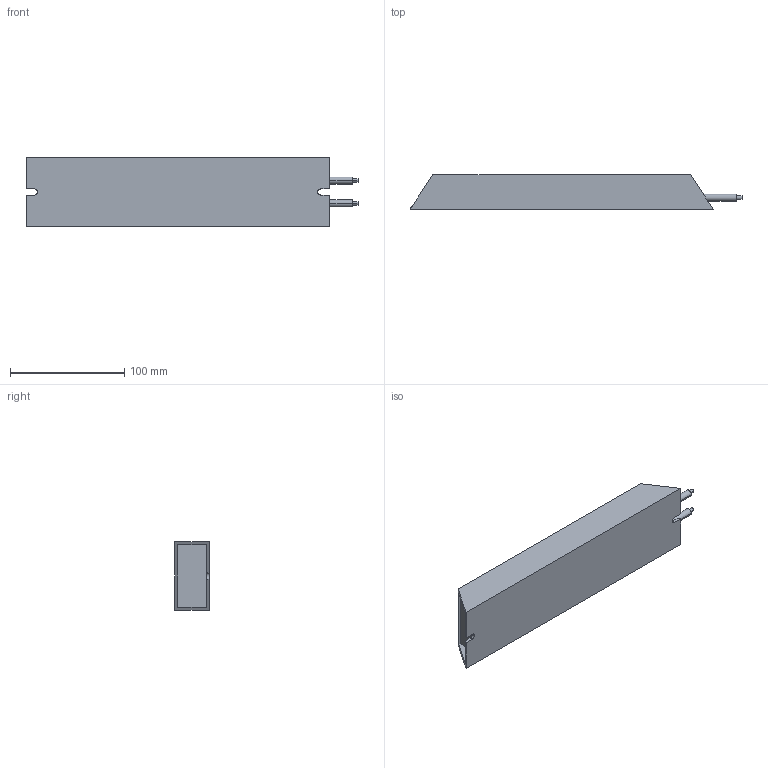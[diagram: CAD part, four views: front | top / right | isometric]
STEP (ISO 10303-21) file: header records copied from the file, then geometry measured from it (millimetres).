
FILE_DESCRIPTION (( 'STEP AP214' ), '1' );
FILE_NAME ('GS-BR-400W040.STEP', '2017-05-16T20:41:52', ( '' ), ( '' ), 'SwSTEP 2.0', 'SolidWorks 2015', '' );
FILE_SCHEMA (( 'AUTOMOTIVE_DESIGN' ));
Length unit declared in the file: inch
Products named in the file (1): GS-BR-400W040
Bounding box: 290 x 30 x 60 mm (x, y, z)
Volume: 416065 mm3; surface area: 52608.9 mm2
Topology: 1 solids, 1 shells, 34 faces, 84 edges, 56 vertices
Faces by surface type: plane 24, cylinder 10
Entity records: 1048 total; most frequent: CARTESIAN_POINT 175, DIRECTION 174, ORIENTED_EDGE 168, EDGE_CURVE 84, LINE 64, VECTOR 64, VERTEX_POINT 56, AXIS2_PLACEMENT_3D 55
